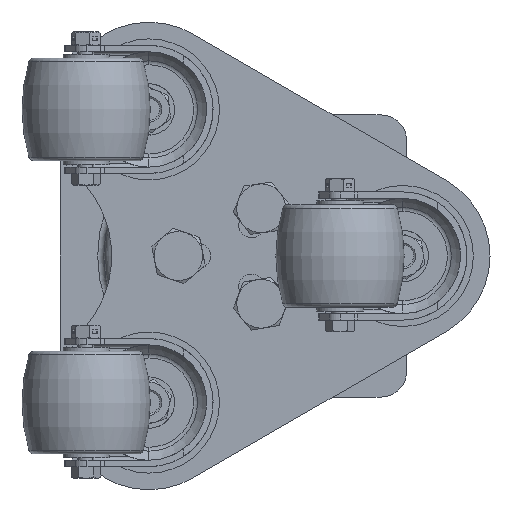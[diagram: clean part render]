
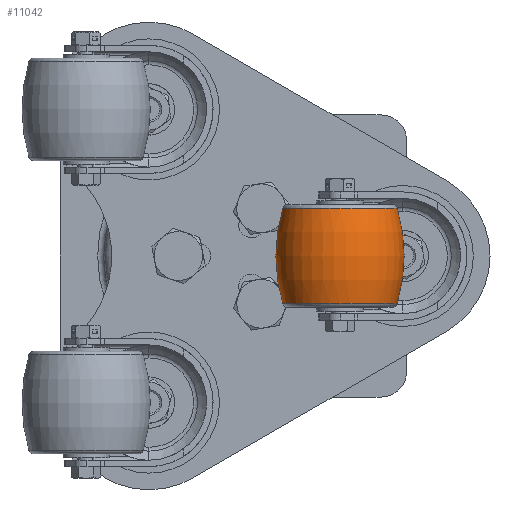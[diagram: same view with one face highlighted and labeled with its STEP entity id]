
A CAD part, front view. The second image highlights one B-rep face of the part: STEP entity #11042.
In plain terms, the highlighted toroidal (fillet/blend) face has major radius 40 mm and minor radius 65 mm.
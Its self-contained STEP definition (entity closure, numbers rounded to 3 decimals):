
#361 = AXIS2_PLACEMENT_3D ( 'NONE', #50616, #7419, #75730 ) ;
#896 = CARTESIAN_POINT ( 'NONE',  ( 41.5, -80., 18.571 ) ) ;
#4577 = CARTESIAN_POINT ( 'NONE',  ( 19.21, -80., 18.571 ) ) ;
#6148 = CARTESIAN_POINT ( 'NONE',  ( 1.5, -80., 0. ) ) ;
#7419 = DIRECTION ( 'NONE',  ( 0., -1., 0. ) ) ;
#11042 = ADVANCED_FACE ( 'NONE', ( #47612 ), #76028, .T. ) ;
#12012 = ORIENTED_EDGE ( 'NONE', *, *, #80331, .T. ) ;
#13396 = CIRCLE ( 'NONE', #361, 65. ) ;
#13625 = ORIENTED_EDGE ( 'NONE', *, *, #16482, .F. ) ;
#16329 = AXIS2_PLACEMENT_3D ( 'NONE', #6148, #55010, #31000 ) ;
#16482 = EDGE_CURVE ( 'NONE', #65939, #63518, #69594, .T. ) ;
#18361 = DIRECTION ( 'NONE',  ( -1., 0., 0. ) ) ;
#18622 = ORIENTED_EDGE ( 'NONE', *, *, #50984, .T. ) ;
#22757 = AXIS2_PLACEMENT_3D ( 'NONE', #34635, #41117, #28875 ) ;
#25664 = ORIENTED_EDGE ( 'NONE', *, *, #80438, .F. ) ;
#26444 = CIRCLE ( 'NONE', #74422, 22.29 ) ;
#26944 = DIRECTION ( 'NONE',  ( 0., 0., -1. ) ) ;
#28875 = DIRECTION ( 'NONE',  ( -1., 0., 0. ) ) ;
#29756 = DIRECTION ( 'NONE',  ( 0., 0., -1. ) ) ;
#30373 = AXIS2_PLACEMENT_3D ( 'NONE', #74042, #29756, #18361 ) ;
#31000 = DIRECTION ( 'NONE',  ( 0., 0., 1. ) ) ;
#33088 = DIRECTION ( 'NONE',  ( -1., 0., 0. ) ) ;
#34635 = CARTESIAN_POINT ( 'NONE',  ( 41.5, -80., 0. ) ) ;
#41117 = DIRECTION ( 'NONE',  ( 0., 0., -1. ) ) ;
#43812 = VERTEX_POINT ( 'NONE', #4577 ) ;
#47612 = FACE_OUTER_BOUND ( 'NONE', #71405, .T. ) ;
#49877 = CIRCLE ( 'NONE', #30373, 22.29 ) ;
#50616 = CARTESIAN_POINT ( 'NONE',  ( 81.5, -80., 0. ) ) ;
#50984 = EDGE_CURVE ( 'NONE', #65939, #43812, #26444, .T. ) ;
#55010 = DIRECTION ( 'NONE',  ( 0., 1., 0. ) ) ;
#63518 = VERTEX_POINT ( 'NONE', #75337 ) ;
#63910 = VERTEX_POINT ( 'NONE', #69237 ) ;
#65939 = VERTEX_POINT ( 'NONE', #73428 ) ;
#69237 = CARTESIAN_POINT ( 'NONE',  ( 19.21, -80., -18.571 ) ) ;
#69594 = CIRCLE ( 'NONE', #16329, 65. ) ;
#71405 = EDGE_LOOP ( 'NONE', ( #13625, #18622, #12012, #25664 ) ) ;
#73428 = CARTESIAN_POINT ( 'NONE',  ( 63.79, -80., 18.571 ) ) ;
#74042 = CARTESIAN_POINT ( 'NONE',  ( 41.5, -80., -18.571 ) ) ;
#74422 = AXIS2_PLACEMENT_3D ( 'NONE', #896, #26944, #33088 ) ;
#75337 = CARTESIAN_POINT ( 'NONE',  ( 63.79, -80., -18.571 ) ) ;
#75730 = DIRECTION ( 'NONE',  ( 1., 0., 0. ) ) ;
#76028 = TOROIDAL_SURFACE ( 'NONE', #22757, -40., 65. ) ;
#80331 = EDGE_CURVE ( 'NONE', #43812, #63910, #13396, .T. ) ;
#80438 = EDGE_CURVE ( 'NONE', #63518, #63910, #49877, .T. ) ;
